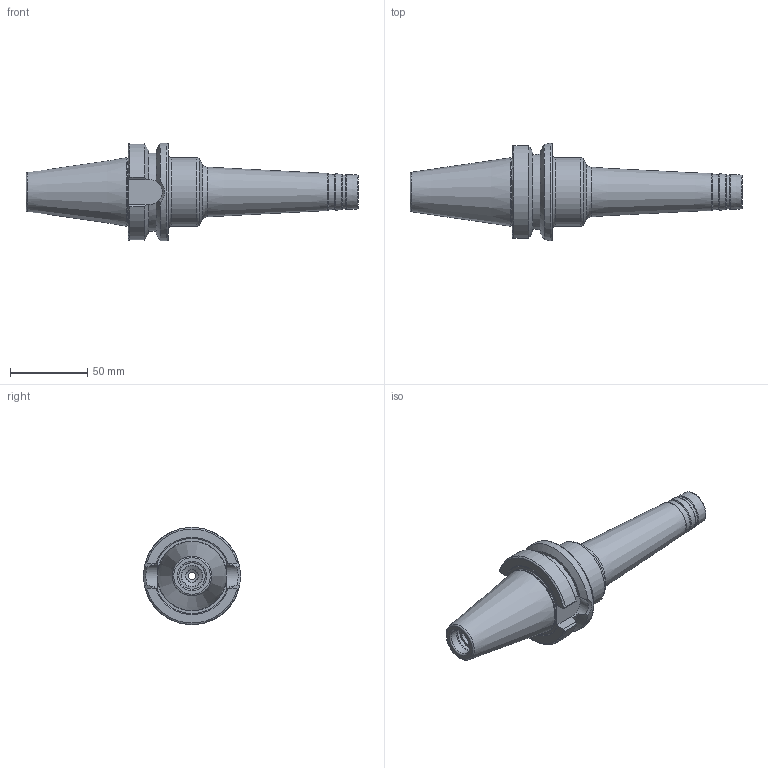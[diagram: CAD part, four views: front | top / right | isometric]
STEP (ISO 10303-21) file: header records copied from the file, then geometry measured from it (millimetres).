
FILE_DESCRIPTION(/* description */ (''),/* implementation_level */ '2;1');
FILE_NAME(/* name */ 'WE026HMC.stp',/* time_stamp */ '2023-07-17T08:45:16+09:00',/* author */ ('YSH'),/* organization */ (''),/* preprocessor_version */ 'ST-DEVELOPER v18.1',/* originating_system */ 'Autodesk Inventor 2022',/* authorisation */ '');
FILE_SCHEMA (('AUTOMOTIVE_DESIGN { 1 0 10303 214 3 1 1 }'));
Length unit declared in the file: millimetre
Products named in the file (1): LO-CBT40-HMC7.9375-150
Bounding box: 215.4 x 63 x 63 mm (x, y, z)
Volume: 209376.1 mm3; surface area: 36377.8 mm2
Topology: 1 solids, 1 shells, 83 faces, 199 edges, 122 vertices
Faces by surface type: plane 24, cone 22, torus 18, cylinder 17, bspline 2
Full cylindrical faces by diameter (mm): 4.917 x1, 7.938 x1, 8 x1, 8.538 x1, 13.5 x1, 13.835 x1, 17 x1, 17.6 x1, 44 x1, 44.5 x1, 63 x1
Entity records: 2628 total; most frequent: CARTESIAN_POINT 658, DIRECTION 425, ORIENTED_EDGE 398, EDGE_CURVE 199, AXIS2_PLACEMENT_3D 177, VERTEX_POINT 122, CIRCLE 95, EDGE_LOOP 89
